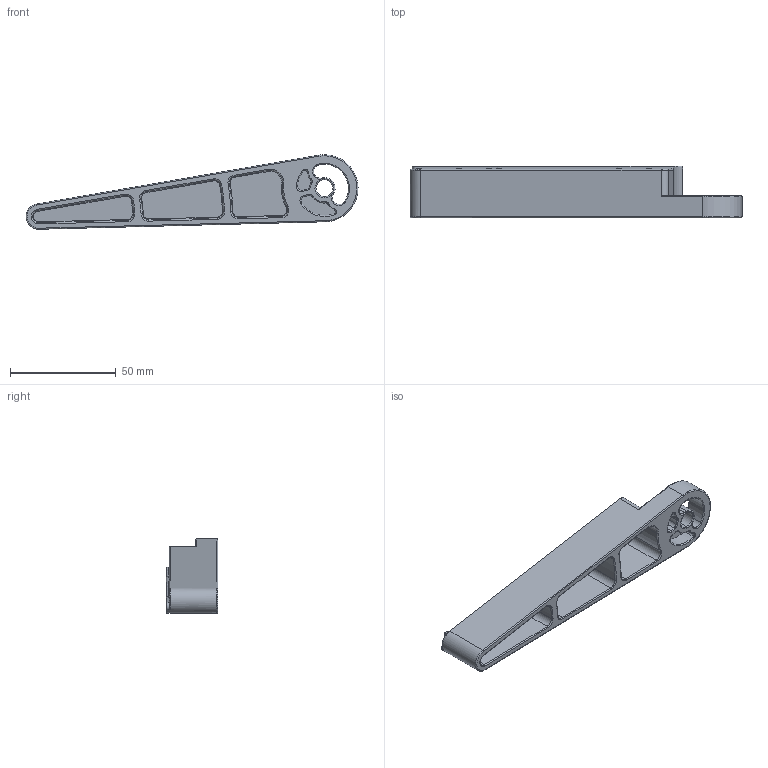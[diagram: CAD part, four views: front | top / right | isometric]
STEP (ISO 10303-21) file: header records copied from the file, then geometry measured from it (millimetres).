
FILE_DESCRIPTION (( 'STEP AP214' ), '1' );
FILE_NAME ('R2_RGB_Wire_Bender_Guide.STEP', '2023-11-17T22:13:49', ( '' ), ( '' ), 'SwSTEP 2.0', 'SolidWorks 2019', '' );
FILE_SCHEMA (( 'AUTOMOTIVE_DESIGN' ));
Length unit declared in the file: millimetre
Products named in the file (1): R2_RGB_Wire_Bender_Guide
Bounding box: 157.21 x 24.52 x 35.28 mm (x, y, z)
Volume: 35552.7 mm3; surface area: 21164.7 mm2
Topology: 1 solids, 1 shells, 451 faces, 1074 edges, 641 vertices
Faces by surface type: cylinder 163, torus 159, plane 88, bspline 41
Entity records: 15438 total; most frequent: CARTESIAN_POINT 4830, DIRECTION 2395, ORIENTED_EDGE 2148, EDGE_CURVE 1074, AXIS2_PLACEMENT_3D 998, VERTEX_POINT 641, CIRCLE 587, EDGE_LOOP 471
